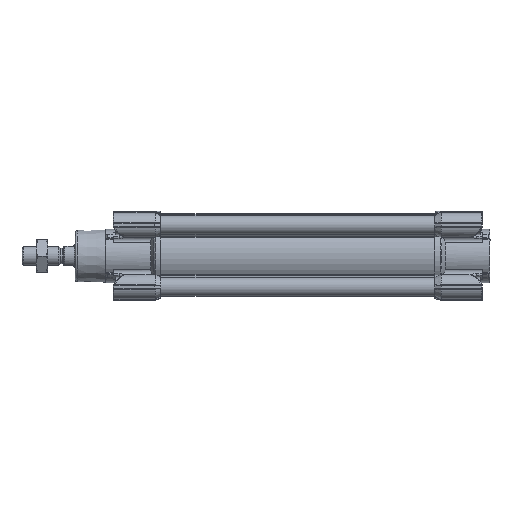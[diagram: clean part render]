
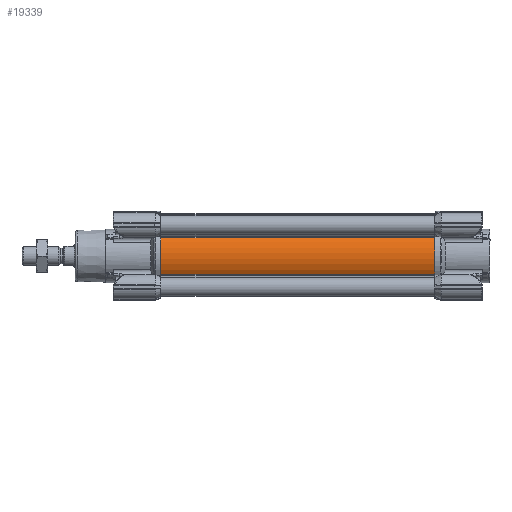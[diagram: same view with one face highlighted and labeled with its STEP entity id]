
A CAD part, left-side view. The second image highlights one B-rep face of the part: STEP entity #19339.
In plain terms, the highlighted cylindrical face has radius 17.5 mm (diameter 35 mm), a partial arc.
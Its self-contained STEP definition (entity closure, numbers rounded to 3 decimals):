
#1005 = VERTEX_POINT ( 'NONE', #73342 ) ;
#8148 = VECTOR ( 'NONE', #19086, 1000. ) ;
#11426 = AXIS2_PLACEMENT_3D ( 'NONE', #93503, #111639, #37531 ) ;
#13721 = ORIENTED_EDGE ( 'NONE', *, *, #20863, .T. ) ;
#14315 = DIRECTION ( 'NONE',  ( 0., 1., 0. ) ) ;
#17410 = FACE_OUTER_BOUND ( 'NONE', #71747, .T. ) ;
#19086 = DIRECTION ( 'NONE',  ( 0., 1., 0. ) ) ;
#19339 = ADVANCED_FACE ( 'NONE', ( #17410 ), #62558, .T. ) ;
#20863 = EDGE_CURVE ( 'NONE', #26543, #1005, #63310, .T. ) ;
#20983 = VERTEX_POINT ( 'NONE', #21584 ) ;
#21584 = CARTESIAN_POINT ( 'NONE',  ( -14.587, 25., 9.667 ) ) ;
#22638 = CIRCLE ( 'NONE', #70627, 17.5 ) ;
#22767 = LINE ( 'NONE', #67889, #84043 ) ;
#26543 = VERTEX_POINT ( 'NONE', #80174 ) ;
#29376 = CARTESIAN_POINT ( 'NONE',  ( -14.587, 125., 9.667 ) ) ;
#31502 = EDGE_CURVE ( 'NONE', #70264, #1005, #22767, .T. ) ;
#33018 = ORIENTED_EDGE ( 'NONE', *, *, #37920, .T. ) ;
#37351 = CARTESIAN_POINT ( 'NONE',  ( 0., 25., 0. ) ) ;
#37531 = DIRECTION ( 'NONE',  ( 1., 0., 0. ) ) ;
#37920 = EDGE_CURVE ( 'NONE', #20983, #26543, #75051, .T. ) ;
#45751 = CARTESIAN_POINT ( 'NONE',  ( 0., 125., 0. ) ) ;
#46951 = DIRECTION ( 'NONE',  ( -1., 0., 0. ) ) ;
#47433 = EDGE_CURVE ( 'NONE', #20983, #70264, #22638, .T. ) ;
#58226 = CARTESIAN_POINT ( 'NONE',  ( -14.587, 25., -9.667 ) ) ;
#62558 = CYLINDRICAL_SURFACE ( 'NONE', #115202, 17.5 ) ;
#63310 = CIRCLE ( 'NONE', #11426, 17.5 ) ;
#67889 = CARTESIAN_POINT ( 'NONE',  ( -14.587, 125., -9.667 ) ) ;
#70264 = VERTEX_POINT ( 'NONE', #58226 ) ;
#70627 = AXIS2_PLACEMENT_3D ( 'NONE', #37351, #73410, #74012 ) ;
#71747 = EDGE_LOOP ( 'NONE', ( #13721, #76176, #114198, #33018 ) ) ;
#73342 = CARTESIAN_POINT ( 'NONE',  ( -14.587, 169., -9.667 ) ) ;
#73410 = DIRECTION ( 'NONE',  ( 0., -1., 0. ) ) ;
#74012 = DIRECTION ( 'NONE',  ( 1., 0., 0. ) ) ;
#75051 = LINE ( 'NONE', #29376, #8148 ) ;
#76176 = ORIENTED_EDGE ( 'NONE', *, *, #31502, .F. ) ;
#80174 = CARTESIAN_POINT ( 'NONE',  ( -14.587, 169., 9.667 ) ) ;
#84043 = VECTOR ( 'NONE', #14315, 1000. ) ;
#93503 = CARTESIAN_POINT ( 'NONE',  ( 0., 169., 0. ) ) ;
#111639 = DIRECTION ( 'NONE',  ( 0., -1., 0. ) ) ;
#112036 = DIRECTION ( 'NONE',  ( 0., 1., 0. ) ) ;
#114198 = ORIENTED_EDGE ( 'NONE', *, *, #47433, .F. ) ;
#115202 = AXIS2_PLACEMENT_3D ( 'NONE', #45751, #112036, #46951 ) ;
